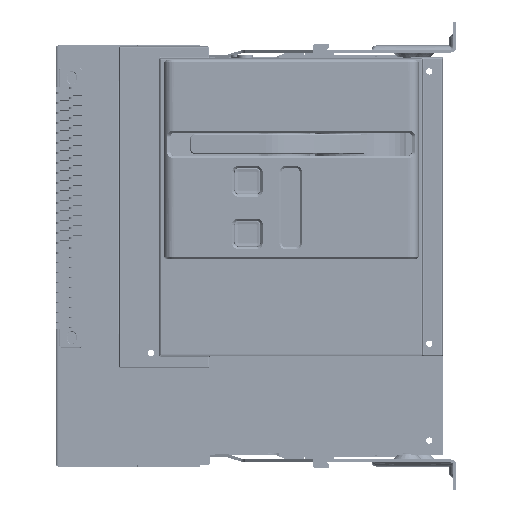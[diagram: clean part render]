
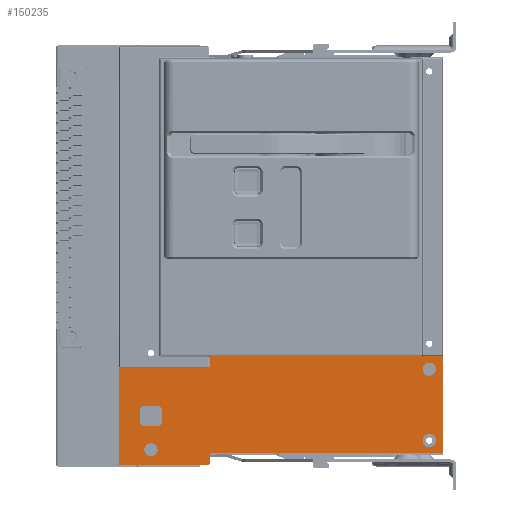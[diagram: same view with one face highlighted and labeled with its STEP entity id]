
A CAD part, left-side view. The second image highlights one B-rep face of the part: STEP entity #150235.
In plain terms, the highlighted planar face has unit normal (-1, 0, 0).
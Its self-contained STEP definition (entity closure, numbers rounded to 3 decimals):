
#23987=CARTESIAN_POINT('',(-67.,229.5,-204.));
#23988=DIRECTION('',(-1.,0.,0.));
#23989=DIRECTION('',(0.,0.,-1.));
#23990=AXIS2_PLACEMENT_3D('',#23987,#23988,#23989);
#23992=DIRECTION('',(0.,1.,0.));
#23993=VECTOR('',#23992,88.5);
#23994=CARTESIAN_POINT('',(-67.,229.5,-204.5));
#23995=LINE('',#23994,#23993);
#23996=DIRECTION('',(0.,0.,1.));
#23997=VECTOR('',#23996,95.);
#23998=CARTESIAN_POINT('',(-67.,318.,-204.5));
#23999=LINE('',#23998,#23997);
#24000=DIRECTION('',(0.,-1.,0.));
#24001=VECTOR('',#24000,89.);
#24002=CARTESIAN_POINT('',(-67.,318.,-109.5));
#24003=LINE('',#24002,#24001);
#24004=DIRECTION('',(0.,0.,1.));
#24005=VECTOR('',#24004,11.);
#24006=CARTESIAN_POINT('',(-67.,229.,-109.5));
#24007=LINE('',#24006,#24005);
#24008=DIRECTION('',(0.,-1.,0.));
#24009=VECTOR('',#24008,229.);
#24010=CARTESIAN_POINT('',(-67.,229.,-98.5));
#24011=LINE('',#24010,#24009);
#24012=DIRECTION('',(0.,0.,-1.));
#24013=VECTOR('',#24012,95.);
#24014=CARTESIAN_POINT('',(-67.,0.,-98.5));
#24015=LINE('',#24014,#24013);
#24016=DIRECTION('',(0.,1.,0.));
#24017=VECTOR('',#24016,227.);
#24018=CARTESIAN_POINT('',(-67.,0.,-193.5));
#24019=LINE('',#24018,#24017);
#24020=DIRECTION('',(0.,0.,-1.));
#24021=VECTOR('',#24020,8.5);
#24022=CARTESIAN_POINT('',(-67.,229.,-195.5));
#24023=LINE('',#24022,#24021);
#24024=CARTESIAN_POINT('',(-67.,286.5,-190.));
#24025=DIRECTION('',(-1.,0.,0.));
#24026=DIRECTION('',(0.,-1.,0.));
#24027=AXIS2_PLACEMENT_3D('',#24024,#24025,#24026);
#24029=CARTESIAN_POINT('',(-67.,286.5,-190.));
#24030=DIRECTION('',(-1.,0.,0.));
#24031=DIRECTION('',(0.,1.,0.));
#24032=AXIS2_PLACEMENT_3D('',#24029,#24030,#24031);
#24034=CARTESIAN_POINT('',(-67.,13.5,-181.));
#24035=DIRECTION('',(-1.,0.,0.));
#24036=DIRECTION('',(0.,-1.,0.));
#24037=AXIS2_PLACEMENT_3D('',#24034,#24035,#24036);
#24039=CARTESIAN_POINT('',(-67.,13.5,-181.));
#24040=DIRECTION('',(-1.,0.,0.));
#24041=DIRECTION('',(0.,1.,0.));
#24042=AXIS2_PLACEMENT_3D('',#24039,#24040,#24041);
#24044=CARTESIAN_POINT('',(-67.,13.5,-111.));
#24045=DIRECTION('',(-1.,0.,0.));
#24046=DIRECTION('',(0.,-1.,0.));
#24047=AXIS2_PLACEMENT_3D('',#24044,#24045,#24046);
#24049=CARTESIAN_POINT('',(-67.,13.5,-111.));
#24050=DIRECTION('',(-1.,0.,0.));
#24051=DIRECTION('',(0.,1.,0.));
#24052=AXIS2_PLACEMENT_3D('',#24049,#24050,#24051);
#24054=CARTESIAN_POINT('',(-67.,294.1,-163.1));
#24055=DIRECTION('',(-1.,0.,0.));
#24056=DIRECTION('',(0.,1.,0.));
#24057=AXIS2_PLACEMENT_3D('',#24054,#24055,#24056);
#24059=DIRECTION('',(0.,-1.,0.));
#24060=VECTOR('',#24059,15.2);
#24061=CARTESIAN_POINT('',(-67.,294.1,-166.5));
#24062=LINE('',#24061,#24060);
#24063=CARTESIAN_POINT('',(-67.,278.9,-163.1));
#24064=DIRECTION('',(-1.,0.,0.));
#24065=DIRECTION('',(0.,0.,-1.));
#24066=AXIS2_PLACEMENT_3D('',#24063,#24064,#24065);
#24068=DIRECTION('',(0.,0.,1.));
#24069=VECTOR('',#24068,12.2);
#24070=CARTESIAN_POINT('',(-67.,275.5,-163.1));
#24071=LINE('',#24070,#24069);
#24072=CARTESIAN_POINT('',(-67.,278.9,-150.9));
#24073=DIRECTION('',(-1.,0.,0.));
#24074=DIRECTION('',(0.,-1.,0.));
#24075=AXIS2_PLACEMENT_3D('',#24072,#24073,#24074);
#24077=DIRECTION('',(0.,1.,0.));
#24078=VECTOR('',#24077,15.2);
#24079=CARTESIAN_POINT('',(-67.,278.9,-147.5));
#24080=LINE('',#24079,#24078);
#24081=CARTESIAN_POINT('',(-67.,294.1,-150.9));
#24082=DIRECTION('',(-1.,0.,0.));
#24083=DIRECTION('',(0.,0.,1.));
#24084=AXIS2_PLACEMENT_3D('',#24081,#24082,#24083);
#24086=DIRECTION('',(0.,0.,-1.));
#24087=VECTOR('',#24086,12.2);
#24088=CARTESIAN_POINT('',(-67.,297.5,-150.9));
#24089=LINE('',#24088,#24087);
#67161=CARTESIAN_POINT('',(-67.,227.,-195.5));
#67162=DIRECTION('',(1.,0.,0.));
#67163=DIRECTION('',(0.,1.,0.));
#67164=AXIS2_PLACEMENT_3D('',#67161,#67162,#67163);
#103429=CARTESIAN_POINT('',(-67.,0.,-98.5));
#103430=CARTESIAN_POINT('',(-67.,0.,-193.5));
#103431=VERTEX_POINT('',#103429);
#103432=VERTEX_POINT('',#103430);
#103433=CARTESIAN_POINT('',(-67.,229.,-98.5));
#103434=VERTEX_POINT('',#103433);
#103435=CARTESIAN_POINT('',(-67.,229.,-109.5));
#103436=VERTEX_POINT('',#103435);
#103437=CARTESIAN_POINT('',(-67.,318.,-109.5));
#103438=VERTEX_POINT('',#103437);
#103439=CARTESIAN_POINT('',(-67.,318.,-204.5));
#103440=VERTEX_POINT('',#103439);
#103687=CARTESIAN_POINT('',(-67.,280.,-190.));
#103688=CARTESIAN_POINT('',(-67.,293.,-190.));
#103689=VERTEX_POINT('',#103687);
#103690=VERTEX_POINT('',#103688);
#103691=CARTESIAN_POINT('',(-67.,7.,-181.));
#103692=CARTESIAN_POINT('',(-67.,20.,-181.));
#103693=VERTEX_POINT('',#103691);
#103694=VERTEX_POINT('',#103692);
#103695=CARTESIAN_POINT('',(-67.,7.,-111.));
#103696=CARTESIAN_POINT('',(-67.,20.,-111.));
#103697=VERTEX_POINT('',#103695);
#103698=VERTEX_POINT('',#103696);
#103897=CARTESIAN_POINT('',(-67.,227.,-193.5));
#103899=VERTEX_POINT('',#103897);
#103901=CARTESIAN_POINT('',(-67.,229.,-195.5));
#103903=VERTEX_POINT('',#103901);
#103932=CARTESIAN_POINT('',(-67.,229.5,-204.5));
#103933=VERTEX_POINT('',#103932);
#103934=CARTESIAN_POINT('',(-67.,229.,-204.));
#103935=VERTEX_POINT('',#103934);
#104020=CARTESIAN_POINT('',(-67.,297.5,-163.1));
#104021=CARTESIAN_POINT('',(-67.,294.1,-166.5));
#104022=VERTEX_POINT('',#104020);
#104023=VERTEX_POINT('',#104021);
#104024=CARTESIAN_POINT('',(-67.,278.9,-166.5));
#104025=VERTEX_POINT('',#104024);
#104026=CARTESIAN_POINT('',(-67.,275.5,-163.1));
#104027=VERTEX_POINT('',#104026);
#104028=CARTESIAN_POINT('',(-67.,275.5,-150.9));
#104029=VERTEX_POINT('',#104028);
#104030=CARTESIAN_POINT('',(-67.,278.9,-147.5));
#104031=VERTEX_POINT('',#104030);
#104032=CARTESIAN_POINT('',(-67.,294.1,-147.5));
#104033=VERTEX_POINT('',#104032);
#104034=CARTESIAN_POINT('',(-67.,297.5,-150.9));
#104035=VERTEX_POINT('',#104034);
#150174=CARTESIAN_POINT('',(-67.,208.69,-161.53));
#150175=DIRECTION('',(-1.,0.,0.));
#150176=DIRECTION('',(0.,-1.,0.));
#150177=AXIS2_PLACEMENT_3D('',#150174,#150175,#150176);
#150178=PLANE('',#150177);
#150180=ORIENTED_EDGE('',*,*,#150179,.F.);
#150182=ORIENTED_EDGE('',*,*,#150181,.T.);
#150184=ORIENTED_EDGE('',*,*,#150183,.T.);
#150186=ORIENTED_EDGE('',*,*,#150185,.T.);
#150188=ORIENTED_EDGE('',*,*,#150187,.T.);
#150189=ORIENTED_EDGE('',*,*,#150163,.T.);
#150190=ORIENTED_EDGE('',*,*,#148800,.T.);
#150192=ORIENTED_EDGE('',*,*,#150191,.T.);
#150194=ORIENTED_EDGE('',*,*,#150193,.F.);
#150196=ORIENTED_EDGE('',*,*,#150195,.T.);
#150197=EDGE_LOOP('',(#150180,#150182,#150184,#150186,#150188,#150189,#150190,
#150192,#150194,#150196));
#150198=FACE_OUTER_BOUND('',#150197,.F.);
#150200=ORIENTED_EDGE('',*,*,#150199,.T.);
#150202=ORIENTED_EDGE('',*,*,#150201,.T.);
#150203=EDGE_LOOP('',(#150200,#150202));
#150204=FACE_BOUND('',#150203,.F.);
#150206=ORIENTED_EDGE('',*,*,#150205,.T.);
#150208=ORIENTED_EDGE('',*,*,#150207,.T.);
#150209=EDGE_LOOP('',(#150206,#150208));
#150210=FACE_BOUND('',#150209,.F.);
#150212=ORIENTED_EDGE('',*,*,#150211,.T.);
#150214=ORIENTED_EDGE('',*,*,#150213,.T.);
#150215=EDGE_LOOP('',(#150212,#150214));
#150216=FACE_BOUND('',#150215,.F.);
#150218=ORIENTED_EDGE('',*,*,#150217,.T.);
#150220=ORIENTED_EDGE('',*,*,#150219,.T.);
#150222=ORIENTED_EDGE('',*,*,#150221,.T.);
#150224=ORIENTED_EDGE('',*,*,#150223,.T.);
#150226=ORIENTED_EDGE('',*,*,#150225,.T.);
#150228=ORIENTED_EDGE('',*,*,#150227,.T.);
#150230=ORIENTED_EDGE('',*,*,#150229,.T.);
#150232=ORIENTED_EDGE('',*,*,#150231,.T.);
#150233=EDGE_LOOP('',(#150218,#150220,#150222,#150224,#150226,#150228,#150230,
#150232));
#150234=FACE_BOUND('',#150233,.F.);
#150235=ADVANCED_FACE('',(#150198,#150204,#150210,#150216,#150234),#150178,.T.);
#23991=CIRCLE('',#23990,0.5);
#24028=CIRCLE('',#24027,6.5);
#24033=CIRCLE('',#24032,6.5);
#24038=CIRCLE('',#24037,6.5);
#24043=CIRCLE('',#24042,6.5);
#24048=CIRCLE('',#24047,6.5);
#24053=CIRCLE('',#24052,6.5);
#24058=CIRCLE('',#24057,3.4);
#24067=CIRCLE('',#24066,3.4);
#24076=CIRCLE('',#24075,3.4);
#24085=CIRCLE('',#24084,3.4);
#67165=CIRCLE('',#67164,2.);
#148800=EDGE_CURVE('',#103431,#103432,#24015,.T.);
#150163=EDGE_CURVE('',#103434,#103431,#24011,.T.);
#150179=EDGE_CURVE('',#103933,#103935,#23991,.T.);
#150181=EDGE_CURVE('',#103933,#103440,#23995,.T.);
#150183=EDGE_CURVE('',#103440,#103438,#23999,.T.);
#150185=EDGE_CURVE('',#103438,#103436,#24003,.T.);
#150187=EDGE_CURVE('',#103436,#103434,#24007,.T.);
#150191=EDGE_CURVE('',#103432,#103899,#24019,.T.);
#150193=EDGE_CURVE('',#103903,#103899,#67165,.T.);
#150195=EDGE_CURVE('',#103903,#103935,#24023,.T.);
#150199=EDGE_CURVE('',#103689,#103690,#24028,.T.);
#150201=EDGE_CURVE('',#103690,#103689,#24033,.T.);
#150205=EDGE_CURVE('',#103693,#103694,#24038,.T.);
#150207=EDGE_CURVE('',#103694,#103693,#24043,.T.);
#150211=EDGE_CURVE('',#103697,#103698,#24048,.T.);
#150213=EDGE_CURVE('',#103698,#103697,#24053,.T.);
#150217=EDGE_CURVE('',#104022,#104023,#24058,.T.);
#150219=EDGE_CURVE('',#104023,#104025,#24062,.T.);
#150221=EDGE_CURVE('',#104025,#104027,#24067,.T.);
#150223=EDGE_CURVE('',#104027,#104029,#24071,.T.);
#150225=EDGE_CURVE('',#104029,#104031,#24076,.T.);
#150227=EDGE_CURVE('',#104031,#104033,#24080,.T.);
#150229=EDGE_CURVE('',#104033,#104035,#24085,.T.);
#150231=EDGE_CURVE('',#104035,#104022,#24089,.T.);
